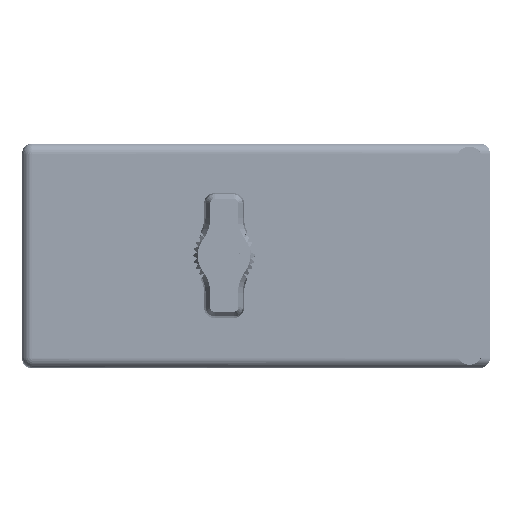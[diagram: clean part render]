
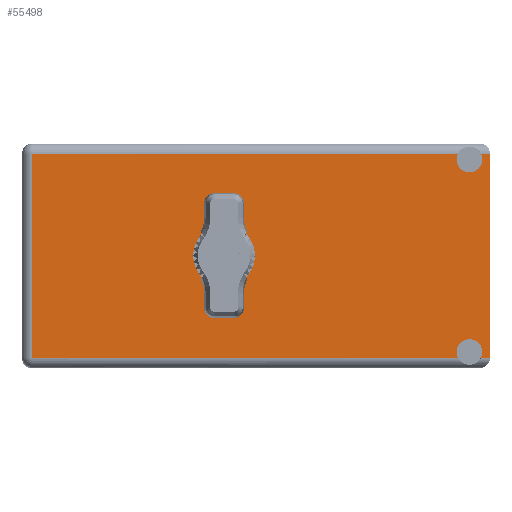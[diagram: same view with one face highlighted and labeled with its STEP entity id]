
A CAD part, top view. The second image highlights one B-rep face of the part: STEP entity #55498.
In plain terms, the highlighted face is planar.
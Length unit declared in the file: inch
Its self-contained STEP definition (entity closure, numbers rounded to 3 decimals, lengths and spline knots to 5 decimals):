
#5459 = VERTEX_POINT ( 'NONE', #49197 ) ;
#5500 = CARTESIAN_POINT ( 'NONE',  ( -1.3775, 1.93, -0.695 ) ) ;
#6705 = VECTOR ( 'NONE', #52267, 39.37008 ) ;
#8162 = LINE ( 'NONE', #105818, #6705 ) ;
#8353 = ORIENTED_EDGE ( 'NONE', *, *, #68446, .F. ) ;
#8522 = VERTEX_POINT ( 'NONE', #115340 ) ;
#9097 = CIRCLE ( 'NONE', #82434, 0.0875 ) ;
#9328 = EDGE_CURVE ( 'NONE', #102305, #76822, #83231, .T. ) ;
#12332 = CIRCLE ( 'NONE', #42952, 0.17 ) ;
#12945 = CARTESIAN_POINT ( 'NONE',  ( -1.3775, 1.93, -0.695 ) ) ;
#13307 = DIRECTION ( 'NONE',  ( -1., 0., 0. ) ) ;
#15273 = LINE ( 'NONE', #5500, #62773 ) ;
#16789 = ORIENTED_EDGE ( 'NONE', *, *, #44775, .F. ) ;
#17401 = ORIENTED_EDGE ( 'NONE', *, *, #101163, .F. ) ;
#18019 = AXIS2_PLACEMENT_3D ( 'NONE', #21310, #55375, #74430 ) ;
#19098 = CARTESIAN_POINT ( 'NONE',  ( 1.8125, 1.93, 0.695 ) ) ;
#19477 = AXIS2_PLACEMENT_3D ( 'NONE', #98972, #88831, #35318 ) ;
#20365 = FACE_BOUND ( 'NONE', #38972, .T. ) ;
#21115 = ORIENTED_EDGE ( 'NONE', *, *, #50722, .F. ) ;
#21310 = CARTESIAN_POINT ( 'NONE',  ( 0., 1.93, 0. ) ) ;
#25610 = ORIENTED_EDGE ( 'NONE', *, *, #90206, .F. ) ;
#28856 = VERTEX_POINT ( 'NONE', #19098 ) ;
#28992 = CARTESIAN_POINT ( 'NONE',  ( 1.8125, 1.93, 0.695 ) ) ;
#30245 = CARTESIAN_POINT ( 'NONE',  ( 1.8125, 1.93, -0.695 ) ) ;
#33485 = CIRCLE ( 'NONE', #103002, 0.0875 ) ;
#33619 = CARTESIAN_POINT ( 'NONE',  ( -1.3075, 1.93, -0.765 ) ) ;
#34927 = DIRECTION ( 'NONE',  ( 0., 0., 1. ) ) ;
#35318 = DIRECTION ( 'NONE',  ( 0., 0., 1. ) ) ;
#38972 = EDGE_LOOP ( 'NONE', ( #73981, #21115 ) ) ;
#40669 = CARTESIAN_POINT ( 'NONE',  ( 1.6725, 1.93, 0.656 ) ) ;
#40970 = CIRCLE ( 'NONE', #19477, 0.0875 ) ;
#40994 = VECTOR ( 'NONE', #65122, 39.37008 ) ;
#42952 = AXIS2_PLACEMENT_3D ( 'NONE', #103494, #68239, #49534 ) ;
#43068 = ORIENTED_EDGE ( 'NONE', *, *, #9328, .T. ) ;
#43474 = CARTESIAN_POINT ( 'NONE',  ( 1.6725, 1.93, 0.656 ) ) ;
#44417 = CARTESIAN_POINT ( 'NONE',  ( 1.75083, 1.93, 0.695 ) ) ;
#44775 = EDGE_CURVE ( 'NONE', #77584, #105264, #75843, .T. ) ;
#45976 = CARTESIAN_POINT ( 'NONE',  ( -1.3075, 1.93, 0.695 ) ) ;
#47519 = CARTESIAN_POINT ( 'NONE',  ( 1.8125, 1.93, 0.695 ) ) ;
#47767 = DIRECTION ( 'NONE',  ( 1., 0., 0. ) ) ;
#49197 = CARTESIAN_POINT ( 'NONE',  ( 0., 1.93, 0.17 ) ) ;
#49534 = DIRECTION ( 'NONE',  ( 0., 0., 1. ) ) ;
#50722 = EDGE_CURVE ( 'NONE', #75669, #5459, #81570, .T. ) ;
#51367 = CARTESIAN_POINT ( 'NONE',  ( -1.3075, 1.93, -0.695 ) ) ;
#52267 = DIRECTION ( 'NONE',  ( 0., 0., 1. ) ) ;
#52530 = DIRECTION ( 'NONE',  ( 0., 1., 0. ) ) ;
#54341 = CARTESIAN_POINT ( 'NONE',  ( -1.3775, 1.93, -0.765 ) ) ;
#54382 = VECTOR ( 'NONE', #47767, 39.37008 ) ;
#55375 = DIRECTION ( 'NONE',  ( 0., 1., 0. ) ) ;
#55498 = ADVANCED_FACE ( 'NONE', ( #20365, #83240 ), #98869, .T. ) ;
#56722 = DIRECTION ( 'NONE',  ( -1., 0., 0. ) ) ;
#60002 = VECTOR ( 'NONE', #56722, 39.37008 ) ;
#60630 = DIRECTION ( 'NONE',  ( 0., 0., 1. ) ) ;
#62174 = ORIENTED_EDGE ( 'NONE', *, *, #82660, .F. ) ;
#62773 = VECTOR ( 'NONE', #13307, 39.37008 ) ;
#63784 = EDGE_CURVE ( 'NONE', #80204, #28856, #92152, .T. ) ;
#64828 = EDGE_CURVE ( 'NONE', #8522, #102305, #107519, .T. ) ;
#65122 = DIRECTION ( 'NONE',  ( 1., 0., 0. ) ) ;
#68239 = DIRECTION ( 'NONE',  ( 0., 1., 0. ) ) ;
#68446 = EDGE_CURVE ( 'NONE', #80204, #77584, #33485, .T. ) ;
#69504 = ORIENTED_EDGE ( 'NONE', *, *, #63784, .T. ) ;
#69902 = DIRECTION ( 'NONE',  ( 0., 0., 1. ) ) ;
#71160 = VERTEX_POINT ( 'NONE', #92131 ) ;
#71908 = CARTESIAN_POINT ( 'NONE',  ( 1.6725, 1.93, 0.5685 ) ) ;
#72984 = DIRECTION ( 'NONE',  ( -1., 0., 0. ) ) ;
#73981 = ORIENTED_EDGE ( 'NONE', *, *, #82425, .F. ) ;
#74430 = DIRECTION ( 'NONE',  ( 0., 0., 1. ) ) ;
#75670 = EDGE_CURVE ( 'NONE', #76822, #105264, #95689, .T. ) ;
#75669 = VERTEX_POINT ( 'NONE', #92919 ) ;
#75843 = CIRCLE ( 'NONE', #110397, 0.0875 ) ;
#76822 = VERTEX_POINT ( 'NONE', #45976 ) ;
#77584 = VERTEX_POINT ( 'NONE', #71908 ) ;
#80204 = VERTEX_POINT ( 'NONE', #44417 ) ;
#81570 = CIRCLE ( 'NONE', #18019, 0.17 ) ;
#81853 = EDGE_CURVE ( 'NONE', #96147, #71160, #15273, .T. ) ;
#82425 = EDGE_CURVE ( 'NONE', #5459, #75669, #12332, .T. ) ;
#82434 = AXIS2_PLACEMENT_3D ( 'NONE', #87461, #112876, #105509 ) ;
#82660 = EDGE_CURVE ( 'NONE', #96147, #28856, #8162, .T. ) ;
#83231 = LINE ( 'NONE', #33619, #100003 ) ;
#83240 = FACE_OUTER_BOUND ( 'NONE', #94376, .T. ) ;
#86758 = ORIENTED_EDGE ( 'NONE', *, *, #75670, .T. ) ;
#87461 = CARTESIAN_POINT ( 'NONE',  ( 1.6725, 1.93, -0.656 ) ) ;
#88831 = DIRECTION ( 'NONE',  ( 0., 1., 0. ) ) ;
#90206 = EDGE_CURVE ( 'NONE', #93744, #71160, #40970, .T. ) ;
#90612 = DIRECTION ( 'NONE',  ( 0., 1., 0. ) ) ;
#92131 = CARTESIAN_POINT ( 'NONE',  ( 1.75083, 1.93, -0.695 ) ) ;
#92152 = LINE ( 'NONE', #28992, #54382 ) ;
#92919 = CARTESIAN_POINT ( 'NONE',  ( 0., 1.93, -0.17 ) ) ;
#93225 = ORIENTED_EDGE ( 'NONE', *, *, #81853, .T. ) ;
#93744 = VERTEX_POINT ( 'NONE', #104932 ) ;
#94376 = EDGE_LOOP ( 'NONE', ( #86758, #16789, #8353, #69504, #62174, #93225, #25610, #17401, #106757, #43068 ) ) ;
#95689 = LINE ( 'NONE', #47519, #40994 ) ;
#96147 = VERTEX_POINT ( 'NONE', #30245 ) ;
#98142 = CARTESIAN_POINT ( 'NONE',  ( 1.59417, 1.93, 0.695 ) ) ;
#98869 = PLANE ( 'NONE',  #104389 ) ;
#98972 = CARTESIAN_POINT ( 'NONE',  ( 1.6725, 1.93, -0.656 ) ) ;
#100003 = VECTOR ( 'NONE', #69902, 39.37008 ) ;
#101163 = EDGE_CURVE ( 'NONE', #8522, #93744, #9097, .T. ) ;
#102305 = VERTEX_POINT ( 'NONE', #51367 ) ;
#103002 = AXIS2_PLACEMENT_3D ( 'NONE', #43474, #52530, #34927 ) ;
#103494 = CARTESIAN_POINT ( 'NONE',  ( 0., 1.93, 0. ) ) ;
#104389 = AXIS2_PLACEMENT_3D ( 'NONE', #54341, #90612, #72984 ) ;
#104825 = DIRECTION ( 'NONE',  ( 0., 1., 0. ) ) ;
#104932 = CARTESIAN_POINT ( 'NONE',  ( 1.6725, 1.93, -0.5685 ) ) ;
#105264 = VERTEX_POINT ( 'NONE', #98142 ) ;
#105509 = DIRECTION ( 'NONE',  ( 0., 0., 1. ) ) ;
#105818 = CARTESIAN_POINT ( 'NONE',  ( 1.8125, 1.93, 0.765 ) ) ;
#106757 = ORIENTED_EDGE ( 'NONE', *, *, #64828, .T. ) ;
#107519 = LINE ( 'NONE', #12945, #60002 ) ;
#110397 = AXIS2_PLACEMENT_3D ( 'NONE', #40669, #104825, #60630 ) ;
#112876 = DIRECTION ( 'NONE',  ( 0., 1., 0. ) ) ;
#115340 = CARTESIAN_POINT ( 'NONE',  ( 1.59417, 1.93, -0.695 ) ) ;
